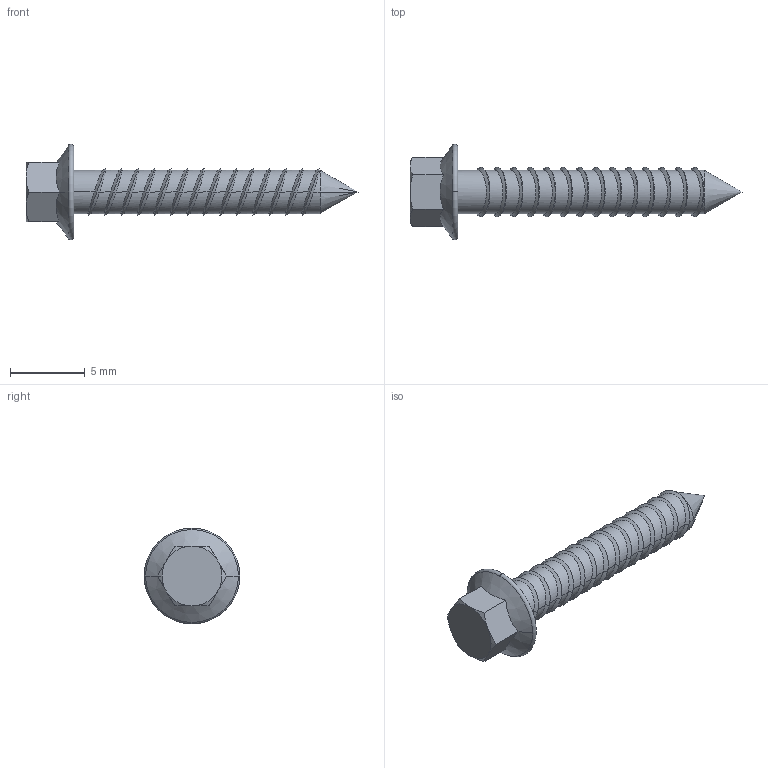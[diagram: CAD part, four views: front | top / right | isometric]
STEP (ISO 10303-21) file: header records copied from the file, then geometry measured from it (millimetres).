
FILE_DESCRIPTION (( 'STEP AP214' ), '1' );
FILE_NAME ('.25-14 Flanged Hex Head Screw(00HSW-3407-700-00).STEP', '2023-09-25T14:48:13', ( '' ), ( '' ), 'SwSTEP 2.0', 'SolidWorks 2020', '' );
FILE_SCHEMA (( 'AUTOMOTIVE_DESIGN' ));
Length unit declared in the file: millimetre
Products named in the file (1): .25-14 Flanged Hex Head Screw(00HSW-3407-700-00)
Bounding box: 22.2 x 6.4 x 6.4 mm (x, y, z)
Volume: 174.4 mm3; surface area: 281.6 mm2
Topology: 1 solids, 1 shells, 107 faces, 276 edges, 170 vertices
Faces by surface type: cone 67, cylinder 30, plane 8, torus 2
Entity records: 6547 total; most frequent: CARTESIAN_POINT 4172, ORIENTED_EDGE 548, DIRECTION 407, EDGE_CURVE 274, VERTEX_POINT 170, AXIS2_PLACEMENT_3D 155, B_SPLINE_CURVE_WITH_KNOTS 112, EDGE_LOOP 108
